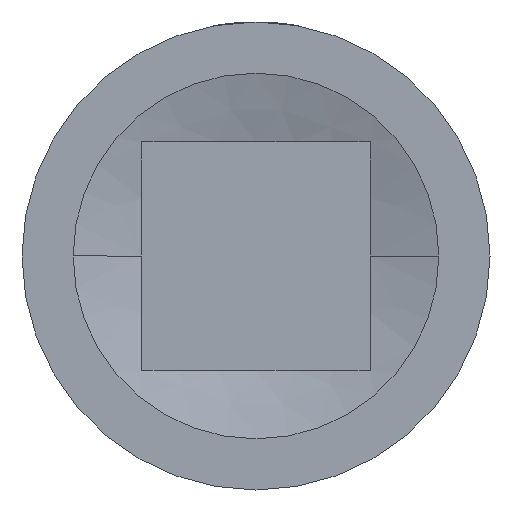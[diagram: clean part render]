
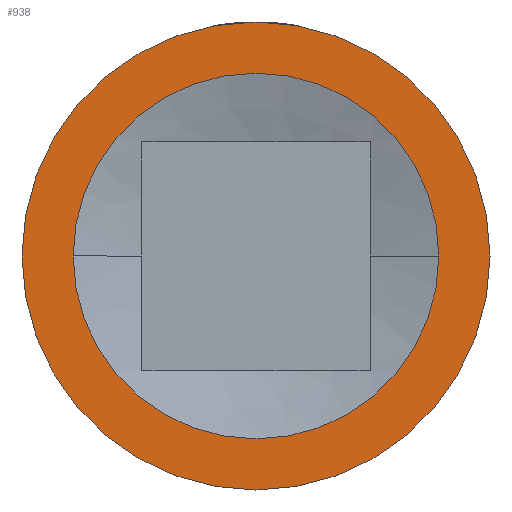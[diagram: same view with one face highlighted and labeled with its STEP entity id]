
A CAD part, front view. The second image highlights one B-rep face of the part: STEP entity #938.
In plain terms, the highlighted planar face has unit normal (0, -1, 0).
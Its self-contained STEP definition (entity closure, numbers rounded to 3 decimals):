
#12 = ORIENTED_EDGE ( 'NONE', *, *, #977, .T. ) ;
#81 = CARTESIAN_POINT ( 'NONE',  ( -10.16, 0., 0. ) ) ;
#157 = ORIENTED_EDGE ( 'NONE', *, *, #178, .F. ) ;
#178 = EDGE_CURVE ( 'NONE', #300, #1569, #587, .T. ) ;
#193 = AXIS2_PLACEMENT_3D ( 'NONE', #403, #1407, #916 ) ;
#194 = CIRCLE ( 'NONE', #658, 10.16 ) ;
#234 = ORIENTED_EDGE ( 'NONE', *, *, #749, .T. ) ;
#236 = CARTESIAN_POINT ( 'NONE',  ( 10.16, 0., 0. ) ) ;
#282 = DIRECTION ( 'NONE',  ( 1., 0., 0. ) ) ;
#300 = VERTEX_POINT ( 'NONE', #81 ) ;
#386 = CARTESIAN_POINT ( 'NONE',  ( 0., 0., 0. ) ) ;
#399 = PLANE ( 'NONE',  #1269 ) ;
#403 = CARTESIAN_POINT ( 'NONE',  ( 0., 0., 0. ) ) ;
#433 = FACE_BOUND ( 'NONE', #690, .T. ) ;
#490 = DIRECTION ( 'NONE',  ( 0., -1., 0. ) ) ;
#504 = DIRECTION ( 'NONE',  ( 0., -1., 0. ) ) ;
#528 = CARTESIAN_POINT ( 'NONE',  ( 0., 0., 0. ) ) ;
#587 = CIRCLE ( 'NONE', #193, 10.16 ) ;
#647 = VERTEX_POINT ( 'NONE', #1514 ) ;
#652 = CARTESIAN_POINT ( 'NONE',  ( 10.16, 0., 0. ) ) ;
#658 = AXIS2_PLACEMENT_3D ( 'NONE', #386, #490, #1608 ) ;
#690 = EDGE_LOOP ( 'NONE', ( #1018, #157 ) ) ;
#710 = EDGE_CURVE ( 'NONE', #1569, #300, #194, .T. ) ;
#749 = EDGE_CURVE ( 'NONE', #801, #647, #1137, .T. ) ;
#774 = DIRECTION ( 'NONE',  ( 1., 0., 0. ) ) ;
#801 = VERTEX_POINT ( 'NONE', #987 ) ;
#817 = CIRCLE ( 'NONE', #1589, 13. ) ;
#886 = CARTESIAN_POINT ( 'NONE',  ( 0., 0., 0. ) ) ;
#895 = EDGE_LOOP ( 'NONE', ( #234, #12 ) ) ;
#916 = DIRECTION ( 'NONE',  ( 1., 0., 0. ) ) ;
#928 = DIRECTION ( 'NONE',  ( 0., -1., 0. ) ) ;
#938 = ADVANCED_FACE ( 'NONE', ( #1426, #433 ), #399, .T. ) ;
#977 = EDGE_CURVE ( 'NONE', #647, #801, #817, .T. ) ;
#987 = CARTESIAN_POINT ( 'NONE',  ( 13., 0., 0. ) ) ;
#1018 = ORIENTED_EDGE ( 'NONE', *, *, #710, .F. ) ;
#1027 = DIRECTION ( 'NONE',  ( 0., -1., 0. ) ) ;
#1134 = DIRECTION ( 'NONE',  ( 1., 0., 0. ) ) ;
#1137 = CIRCLE ( 'NONE', #1611, 13. ) ;
#1269 = AXIS2_PLACEMENT_3D ( 'NONE', #652, #928, #282 ) ;
#1407 = DIRECTION ( 'NONE',  ( 0., -1., 0. ) ) ;
#1426 = FACE_OUTER_BOUND ( 'NONE', #895, .T. ) ;
#1514 = CARTESIAN_POINT ( 'NONE',  ( -13., 0., 0. ) ) ;
#1569 = VERTEX_POINT ( 'NONE', #236 ) ;
#1589 = AXIS2_PLACEMENT_3D ( 'NONE', #528, #1027, #774 ) ;
#1608 = DIRECTION ( 'NONE',  ( 1., 0., 0. ) ) ;
#1611 = AXIS2_PLACEMENT_3D ( 'NONE', #886, #504, #1134 ) ;
